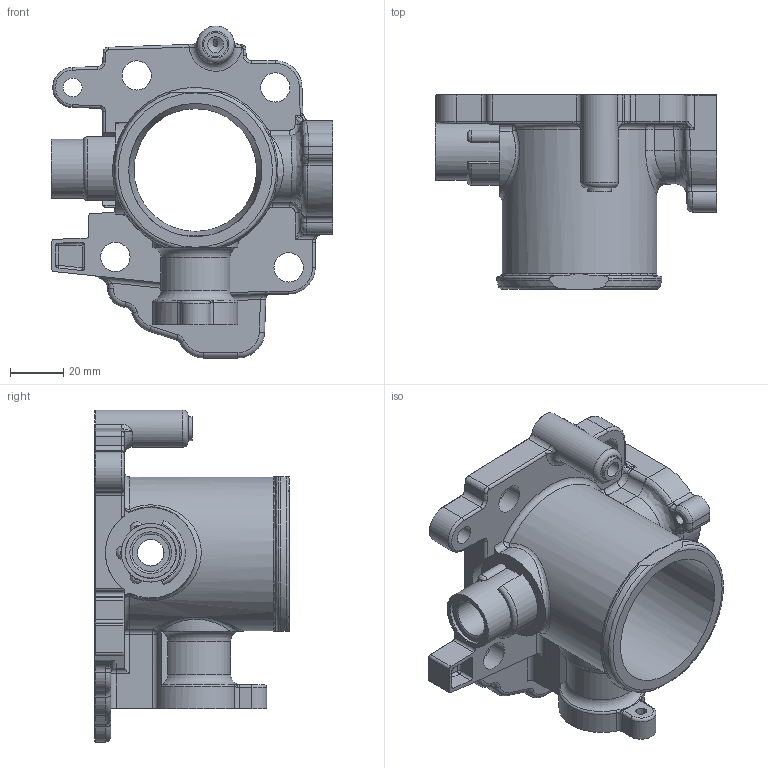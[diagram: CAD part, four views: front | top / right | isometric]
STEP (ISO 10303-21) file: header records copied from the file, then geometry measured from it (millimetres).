
FILE_DESCRIPTION(('FreeCAD Model'),'2;1');
FILE_NAME('Open CASCADE Shape Model','2025-04-17T09:45:59',('FreeCAD'),( 'FreeCAD'),'Open CASCADE STEP processor 7.6','FreeCAD','Unknown');
FILE_SCHEMA(('AUTOMOTIVE_DESIGN { 1 0 10303 214 1 1 1 1 }'));
Length unit declared in the file: millimetre
Products named in the file (1): Open CASCADE STEP translator 7.6 1
Bounding box: 105.5 x 73 x 124.55 mm (x, y, z)
Volume: 147035.9 mm3; surface area: 57641.2 mm2
Topology: 1 solids, 1 shells, 512 faces, 1249 edges, 729 vertices
Faces by surface type: cylinder 198, plane 131, torus 65, bspline 51, cone 45, sphere 22
Full cylindrical faces by diameter (mm): 1.7 x1, 4 x4, 5.917 x1, 7 x1, 7.5 x1, 7.7 x1, 9 x2, 10 x3, 11 x4, 12 x4, 14 x3, 19 x1, 19.45 x1, 22 x1, 22.15 x1, 25.04 x1, 31.4 x1, 46 x1, 50 x1, 58 x1
Entity records: 17402 total; most frequent: CARTESIAN_POINT 5550, DIRECTION 2566, ORIENTED_EDGE 2454, EDGE_CURVE 1227, AXIS2_PLACEMENT_3D 1053, VERTEX_POINT 729, FACE_BOUND 555, EDGE_LOOP 555
